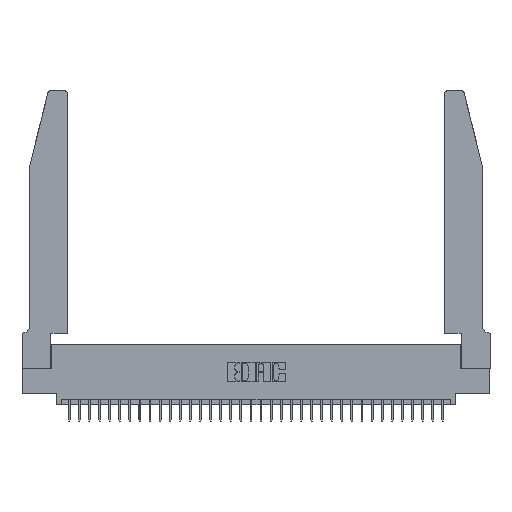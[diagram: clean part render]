
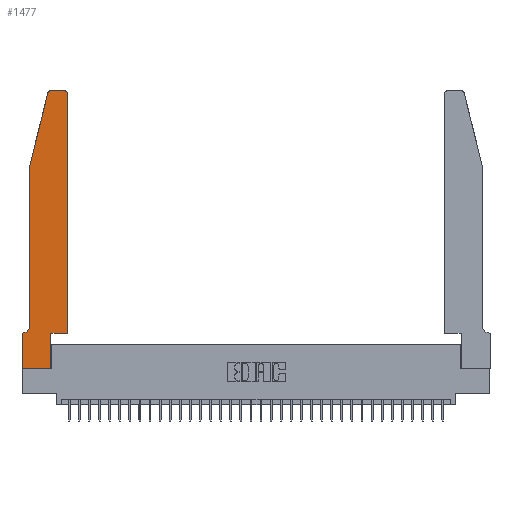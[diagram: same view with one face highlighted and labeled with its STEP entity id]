
A CAD part, top view. The second image highlights one B-rep face of the part: STEP entity #1477.
In plain terms, the highlighted planar face has unit normal (0, 0, 1).
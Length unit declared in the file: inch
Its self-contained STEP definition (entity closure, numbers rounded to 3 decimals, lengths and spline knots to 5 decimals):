
#80 = ORIENTED_EDGE ( 'NONE', *, *, #33248, .T. ) ;
#287 = VERTEX_POINT ( 'NONE', #30194 ) ;
#288 = CARTESIAN_POINT ( 'NONE',  ( 0.4505, 0.35, 0.37 ) ) ;
#749 = CARTESIAN_POINT ( 'NONE',  ( 0.2865, 0.35, 0.37 ) ) ;
#1009 = CIRCLE ( 'NONE', #33187, 0.03 ) ;
#1015 = CARTESIAN_POINT ( 'NONE',  ( 0.0755, 2., 0.37 ) ) ;
#1276 = DIRECTION ( 'NONE',  ( 0., 1., 0. ) ) ;
#1477 = ADVANCED_FACE ( 'NONE', ( #10384 ), #22717, .T. ) ;
#2097 = VECTOR ( 'NONE', #20119, 39.37008 ) ;
#2114 = CARTESIAN_POINT ( 'NONE',  ( 0.25487, 2.72718, 0.37 ) ) ;
#2251 = ORIENTED_EDGE ( 'NONE', *, *, #10710, .T. ) ;
#3110 = EDGE_CURVE ( 'NONE', #11019, #7835, #12886, .T. ) ;
#3238 = LINE ( 'NONE', #1015, #26319 ) ;
#3484 = CARTESIAN_POINT ( 'NONE',  ( 0., 0., 0.37 ) ) ;
#3494 = ORIENTED_EDGE ( 'NONE', *, *, #15483, .T. ) ;
#4128 = DIRECTION ( 'NONE',  ( 0., 0., 1. ) ) ;
#4468 = DIRECTION ( 'NONE',  ( 0., 1., 0. ) ) ;
#4489 = DIRECTION ( 'NONE',  ( 1., 0., 0. ) ) ;
#4536 = EDGE_CURVE ( 'NONE', #9906, #15765, #31045, .T. ) ;
#5102 = LINE ( 'NONE', #12215, #7253 ) ;
#6280 = VERTEX_POINT ( 'NONE', #13565 ) ;
#7126 = CIRCLE ( 'NONE', #28110, 0.07 ) ;
#7253 = VECTOR ( 'NONE', #17698, 39.37008 ) ;
#7388 = CARTESIAN_POINT ( 'NONE',  ( 0., 0.35, 0.37 ) ) ;
#7444 = CARTESIAN_POINT ( 'NONE',  ( 0.0755, 2., 0.37 ) ) ;
#7708 = DIRECTION ( 'NONE',  ( 0., 0., -1. ) ) ;
#7835 = VERTEX_POINT ( 'NONE', #11535 ) ;
#7909 = ORIENTED_EDGE ( 'NONE', *, *, #12840, .T. ) ;
#8075 = CARTESIAN_POINT ( 'NONE',  ( 0.0055, 0.42, 0.37 ) ) ;
#8409 = VECTOR ( 'NONE', #13707, 39.37008 ) ;
#9455 = ORIENTED_EDGE ( 'NONE', *, *, #33261, .T. ) ;
#9694 = ORIENTED_EDGE ( 'NONE', *, *, #10175, .T. ) ;
#9906 = VERTEX_POINT ( 'NONE', #17645 ) ;
#10175 = EDGE_CURVE ( 'NONE', #11898, #11019, #7126, .T. ) ;
#10384 = FACE_OUTER_BOUND ( 'NONE', #15375, .T. ) ;
#10407 = ORIENTED_EDGE ( 'NONE', *, *, #16154, .T. ) ;
#10710 = EDGE_CURVE ( 'NONE', #26199, #287, #26733, .T. ) ;
#10764 = DIRECTION ( 'NONE',  ( 1., 0., 0. ) ) ;
#10829 = ORIENTED_EDGE ( 'NONE', *, *, #25724, .T. ) ;
#11019 = VERTEX_POINT ( 'NONE', #15199 ) ;
#11033 = VECTOR ( 'NONE', #31332, 39.37008 ) ;
#11422 = ORIENTED_EDGE ( 'NONE', *, *, #20940, .T. ) ;
#11535 = CARTESIAN_POINT ( 'NONE',  ( 0., 0.35, 0.37 ) ) ;
#11898 = VERTEX_POINT ( 'NONE', #24673 ) ;
#12124 = CARTESIAN_POINT ( 'NONE',  ( 0.4505, 2.72, 0.37 ) ) ;
#12215 = CARTESIAN_POINT ( 'NONE',  ( 0., 0., 0.37 ) ) ;
#12328 = CARTESIAN_POINT ( 'NONE',  ( 0.2605, 2.75, 0.37 ) ) ;
#12840 = EDGE_CURVE ( 'NONE', #22037, #11898, #16829, .T. ) ;
#12886 = LINE ( 'NONE', #32340, #34579 ) ;
#13411 = VERTEX_POINT ( 'NONE', #17828 ) ;
#13565 = CARTESIAN_POINT ( 'NONE',  ( 0.2865, 0., 0.37 ) ) ;
#13707 = DIRECTION ( 'NONE',  ( 1., 0., 0. ) ) ;
#13880 = CARTESIAN_POINT ( 'NONE',  ( 0.4205, 2.72, 0.37 ) ) ;
#15199 = CARTESIAN_POINT ( 'NONE',  ( 0.0055, 0.35, 0.37 ) ) ;
#15370 = CARTESIAN_POINT ( 'NONE',  ( 0.0755, 2., 0.37 ) ) ;
#15375 = EDGE_LOOP ( 'NONE', ( #3494, #33567, #10407, #7909, #9694, #16455, #19540, #80, #10829, #2251, #9455, #11422 ) ) ;
#15483 = EDGE_CURVE ( 'NONE', #26403, #9906, #24241, .T. ) ;
#15765 = VERTEX_POINT ( 'NONE', #2114 ) ;
#16154 = EDGE_CURVE ( 'NONE', #15765, #22037, #3238, .T. ) ;
#16455 = ORIENTED_EDGE ( 'NONE', *, *, #3110, .T. ) ;
#16829 = LINE ( 'NONE', #7444, #32508 ) ;
#17645 = CARTESIAN_POINT ( 'NONE',  ( 0.284, 2.75, 0.37 ) ) ;
#17698 = DIRECTION ( 'NONE',  ( 1., 0., 0. ) ) ;
#17828 = CARTESIAN_POINT ( 'NONE',  ( 0., 0., 0.37 ) ) ;
#18160 = DIRECTION ( 'NONE',  ( 0., 0., 1. ) ) ;
#19540 = ORIENTED_EDGE ( 'NONE', *, *, #27657, .T. ) ;
#20119 = DIRECTION ( 'NONE',  ( 0., -1., 0. ) ) ;
#20137 = DIRECTION ( 'NONE',  ( -0.239, -0.971, 0. ) ) ;
#20527 = DIRECTION ( 'NONE',  ( 1., 0., 0. ) ) ;
#20940 = EDGE_CURVE ( 'NONE', #29508, #26403, #1009, .T. ) ;
#20947 = CARTESIAN_POINT ( 'NONE',  ( 0.4205, 2.75, 0.37 ) ) ;
#22037 = VERTEX_POINT ( 'NONE', #15370 ) ;
#22717 = PLANE ( 'NONE',  #29526 ) ;
#23145 = CARTESIAN_POINT ( 'NONE',  ( 0.4505, 0.35, 0.37 ) ) ;
#23908 = DIRECTION ( 'NONE',  ( 0., -1., 0. ) ) ;
#24189 = DIRECTION ( 'NONE',  ( -1., 0., 0. ) ) ;
#24241 = LINE ( 'NONE', #12328, #11033 ) ;
#24243 = DIRECTION ( 'NONE',  ( 0., 0., 1. ) ) ;
#24673 = CARTESIAN_POINT ( 'NONE',  ( 0.0755, 0.42, 0.37 ) ) ;
#25724 = EDGE_CURVE ( 'NONE', #6280, #26199, #27155, .T. ) ;
#25875 = CARTESIAN_POINT ( 'NONE',  ( 0.284, 2.72, 0.37 ) ) ;
#26199 = VERTEX_POINT ( 'NONE', #749 ) ;
#26319 = VECTOR ( 'NONE', #20137, 39.37008 ) ;
#26403 = VERTEX_POINT ( 'NONE', #20947 ) ;
#26733 = LINE ( 'NONE', #288, #8409 ) ;
#27155 = LINE ( 'NONE', #34420, #33124 ) ;
#27657 = EDGE_CURVE ( 'NONE', #7835, #13411, #32796, .T. ) ;
#28110 = AXIS2_PLACEMENT_3D ( 'NONE', #8075, #7708, #24189 ) ;
#29508 = VERTEX_POINT ( 'NONE', #12124 ) ;
#29526 = AXIS2_PLACEMENT_3D ( 'NONE', #7388, #18160, #4489 ) ;
#29747 = DIRECTION ( 'NONE',  ( -1., 0., 0. ) ) ;
#30194 = CARTESIAN_POINT ( 'NONE',  ( 0.4505, 0.35, 0.37 ) ) ;
#30705 = LINE ( 'NONE', #23145, #32800 ) ;
#30996 = AXIS2_PLACEMENT_3D ( 'NONE', #25875, #4128, #20527 ) ;
#31045 = CIRCLE ( 'NONE', #30996, 0.03 ) ;
#31332 = DIRECTION ( 'NONE',  ( -1., 0., 0. ) ) ;
#32340 = CARTESIAN_POINT ( 'NONE',  ( 0.0755, 0.35, 0.37 ) ) ;
#32508 = VECTOR ( 'NONE', #23908, 39.37008 ) ;
#32796 = LINE ( 'NONE', #3484, #2097 ) ;
#32800 = VECTOR ( 'NONE', #1276, 39.37008 ) ;
#33124 = VECTOR ( 'NONE', #4468, 39.37008 ) ;
#33187 = AXIS2_PLACEMENT_3D ( 'NONE', #13880, #24243, #10764 ) ;
#33248 = EDGE_CURVE ( 'NONE', #13411, #6280, #5102, .T. ) ;
#33261 = EDGE_CURVE ( 'NONE', #287, #29508, #30705, .T. ) ;
#33567 = ORIENTED_EDGE ( 'NONE', *, *, #4536, .T. ) ;
#34420 = CARTESIAN_POINT ( 'NONE',  ( 0.2865, 0.35, 0.37 ) ) ;
#34579 = VECTOR ( 'NONE', #29747, 39.37008 ) ;
